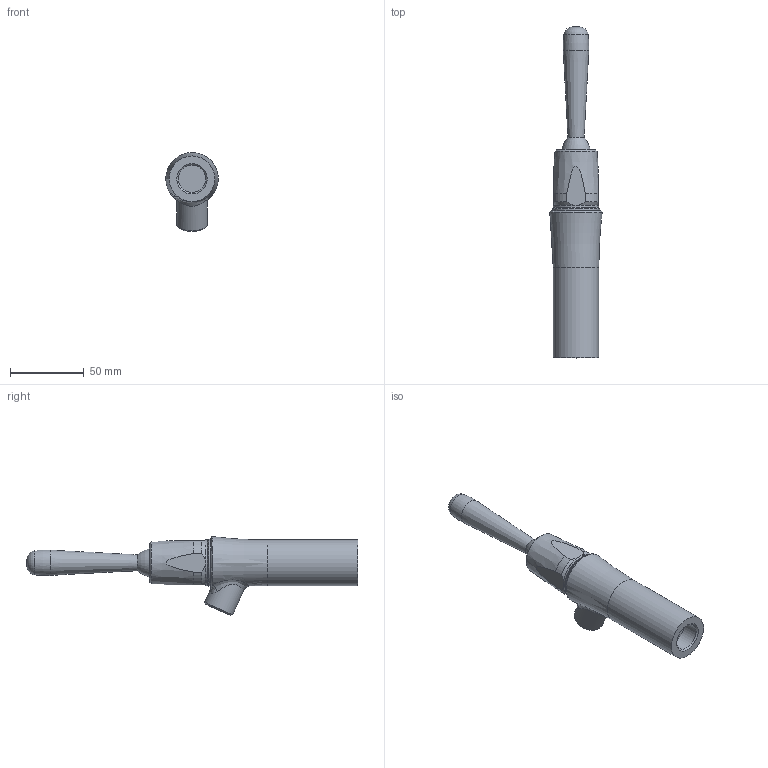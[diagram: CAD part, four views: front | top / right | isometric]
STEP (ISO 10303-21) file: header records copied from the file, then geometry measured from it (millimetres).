
FILE_DESCRIPTION(/* description */ ('Unknown'),/* implementation_level */ '2;1');
FILE_NAME(/* name */ '63412',/* time_stamp */ '2023-01-31T11:57:36+01:00',/* author */ ('Unknown'),/* organization */ ('Unknown'),/* preprocessor_version */ 'ST-DEVELOPER v16.7',/* originating_system */ 'DEX',/* authorisation */ $);
FILE_SCHEMA (('AUTOMOTIVE_DESIGN {1 0 10303 214 3 1 1}'));
Length unit declared in the file: millimetre
Products named in the file (1): F8049
Bounding box: 35.64 x 225.84 x 53.64 mm (x, y, z)
Volume: 126833.9 mm3; surface area: 21170.1 mm2
Topology: 1 solids, 1 shells, 43 faces, 95 edges, 58 vertices
Faces by surface type: plane 12, cylinder 10, torus 8, cone 8, bspline 4, sphere 1
Full cylindrical faces by diameter (mm): 4.5 x1, 18.631 x1, 21 x1, 31 x2, 32 x1
Entity records: 1323 total; most frequent: CARTESIAN_POINT 481, DIRECTION 174, ORIENTED_EDGE 140, AXIS2_PLACEMENT_3D 83, EDGE_CURVE 70, EDGE_LOOP 65, FACE_BOUND 65, VERTEX_POINT 51
